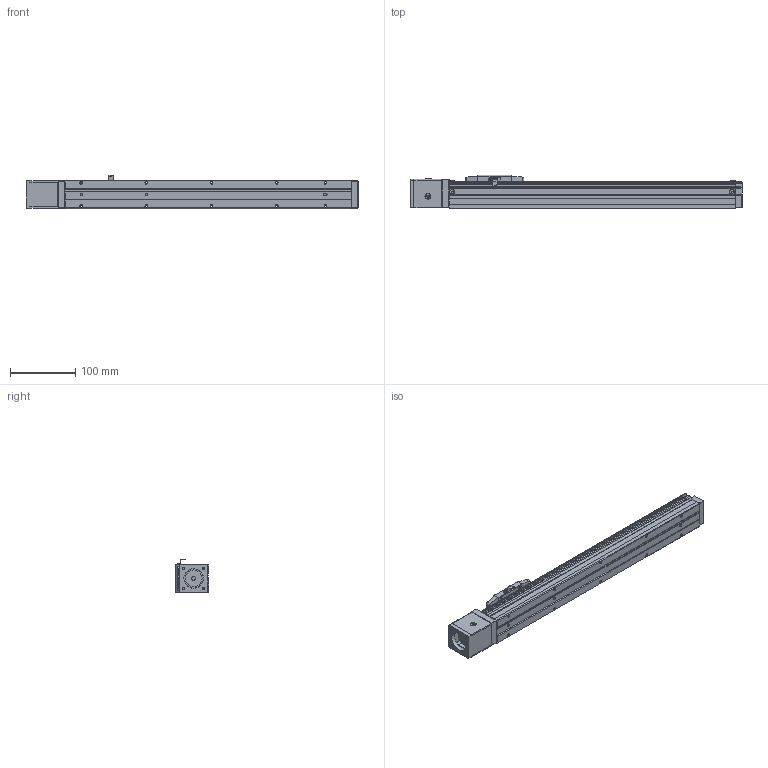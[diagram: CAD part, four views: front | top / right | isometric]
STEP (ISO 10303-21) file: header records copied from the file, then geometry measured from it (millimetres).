
FILE_DESCRIPTION(/* description */ ('STEP AP214'),/* implementation_level */ '2;1');
FILE_NAME(/* name */ 'EBS-04LE-120300NNN-AANN-N-FP1(0)',/* time_stamp */ '2025-06-06T04:11:35+02:00',/* author */ ('License CC BY-ND 4.0'),/* organization */ ('CADENAS'),/* preprocessor_version */ 'ST-DEVELOPER v19.3',/* originating_system */ 'PARTsolutions',/* authorisation */ ' ');
FILE_SCHEMA (('AUTOMOTIVE_DESIGN {1 0 10303 214 3 1 1}'));
Length unit declared in the file: millimetre
Products named in the file (9): EBS-04LE-120300NNN-AANN-N-FP1(0); EBS-04-300BC_body; EBS-04-300BC_plant; EBS-04_body_4; EBS-04.BCA05_body5; EBS-04BCA05_body6; EBS-04_cover; EBS-04-300BC(1)_slider; EBS-04-50BC_slider_1
Assembly tree (8 placements, depth 2):
  EBS-04LE-120300NNN-AANN-N-FP1(0)
    EBS-04-300BC_body
    EBS-04-300BC_plant
    EBS-04_body_4
    EBS-04.BCA05_body5
    EBS-04BCA05_body6
    EBS-04_cover
    EBS-04-300BC(1)_slider
    EBS-04-50BC_slider_1
Bounding box: 510 x 52 x 51.55 mm (x, y, z)
Volume: 771256 mm3; surface area: 163016.5 mm2
Topology: 8 solids, 8 shells, 604 faces, 1518 edges, 995 vertices
Faces by surface type: plane 389, cylinder 183, cone 24, torus 6, sphere 2
Full cylindrical faces by diameter (mm): 1.567 x2, 2 x2, 2.459 x2, 3 x2, 3.242 x4, 3.4 x14, 3.5 x4, 3.6 x14, 3.8 x2, 4 x2, 5.2 x2, 5.5 x4, 6 x9, 7 x1, 8 x10, 9 x2, 22 x1, 26 x1, 30 x1, 30.2 x1
Entity records: 17608 total; most frequent: DIRECTION 3021, CARTESIAN_POINT 3014, ORIENTED_EDGE 2752, EDGE_CURVE 1376, AXIS2_PLACEMENT_3D 1042, VERTEX_POINT 969, LINE 937, VECTOR 937
